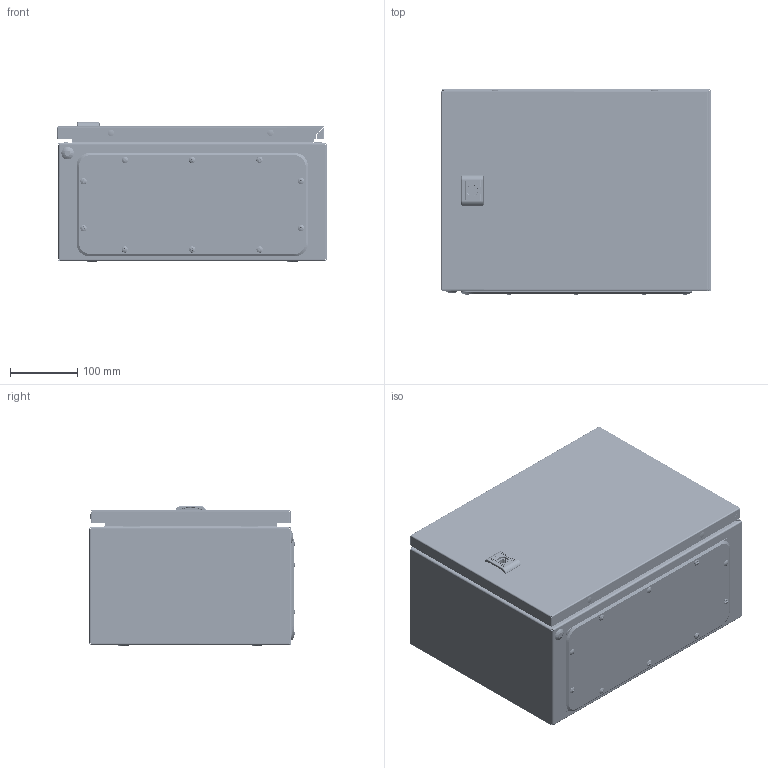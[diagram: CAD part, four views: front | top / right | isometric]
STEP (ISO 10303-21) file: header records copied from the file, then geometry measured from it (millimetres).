
FILE_DESCRIPTION (( 'STEP AP203' ), '1' );
FILE_NAME ('300x400x200.STEP', '2014-10-17T08:41:02', ( '' ), ( '' ), 'SwSTEP 2.0', 'SolidWorks 2014', '' );
FILE_SCHEMA (( 'CONFIG_CONTROL_DESIGN' ));
Length unit declared in the file: millimetre
Products named in the file (34): sealant for door CE_300x400; Linguetta CE_handle CE; SubAssem_Flange_SubAssem_Flange_CB01C279; land; SubAssem door ST_0300å0400 CB02C380; Hex Flange Bolt Small_ISO_ISO 4162 - M6 x 12 x 12-S; land Ì6õ20; end-cap_AC00C061; Perno AC00C401_AC00C401; AC00C348; Plate M4; End-cup AC00C383; Remote hub; Sealant AC00356; Countersunk Flat Head Cross Recess Screw_DIN_ISO 7046-1 - M4 x 8 - Z --- 8S; End-cup AC00C317; Mounting plate small ST 1.8mm_300x400; Handle small door; Subassieme_Corpo_e_Fondo_SubAssCorpo_Fondo_0300x0400x200; AC00C316_AC00C316; Hex Flange Nut_AM_B18.2.2.4M - Hex flange nut, M6 x 1 --N; MOLLA AC00C344_AC00C344; Dead door ST_300x400; Flange ST_CB01C279; Corpi_Scatola new_Corpo_0300x0400x200; 300x400x200; End-cup AC00C112; BASETTA ESTERNA PER BOX AC00C503_AC00C503; Sealant for flange 2_‘‚01‘279; Cerniera_CE; CERNIERA SALDATA; Inserto a doppio pettine AC00C443_AC00C343; Oval Head Sheet Metal Screw_DIN_12222; Fondi 2_Fondo_0300x0400
Assembly tree (71 placements, depth 4):
  300x400x200
    Subassieme_Corpo_e_Fondo_SubAssCorpo_Fondo_0300x0400x200
      Corpi_Scatola new_Corpo_0300x0400x200
      Cerniera_CE  x2
      Fondi 2_Fondo_0300x0400
      land  x2
      end-cap_AC00C061  x2
      End-cup AC00C383  x2
      End-cup AC00C317  x4
      AC00C316_AC00C316
      SubAssem_Flange_SubAssem_Flange_CB01C279
        Flange ST_CB01C279
        Sealant for flange 2_‘‚01‘279
        Oval Head Sheet Metal Screw_DIN_12222  x10
      land Ì6õ20  x4
      Plate M4  x2
      Countersunk Flat Head Cross Recess Screw_DIN_ISO 7046-1 - M4 x 8 - Z --- 8S  x4
    SubAssem door ST_0300å0400 CB02C380
      Dead door ST_300x400
      Handle small door
        BASETTA ESTERNA PER BOX AC00C503_AC00C503
        Inserto a doppio pettine AC00C443_AC00C343
        Linguetta CE_handle CE
        Hex Flange Bolt Small_ISO_ISO 4162 - M6 x 12 x 12-S
        AC00C348
        Sealant AC00356
      MOLLA AC00C344_AC00C344
      End-cup AC00C112  x4
      CERNIERA SALDATA  x2
      land  x2
      end-cap_AC00C061  x2
      sealant for door CE_300x400
    Perno AC00C401_AC00C401  x2
    Remote hub  x4
    Mounting plate small ST 1.8mm_300x400
    Hex Flange Nut_AM_B18.2.2.4M - Hex flange nut, M6 x 1 --N  x4
Bounding box: 400.67 x 305.03 x 207.73 mm (x, y, z)
Volume: 1038225 mm3; surface area: 1463558.4 mm2
Topology: 75 solids, 75 shells, 7505 faces, 20407 edges, 13258 vertices
Faces by surface type: bspline 3260, plane 1733, cylinder 1648, cone 662, torus 170, sphere 32
Entity records: 367919 total; most frequent: CARTESIAN_POINT 292685, ORIENTED_EDGE 16896, DIRECTION 11696, EDGE_CURVE 8448, VERTEX_POINT 5438, AXIS2_PLACEMENT_3D 4050, LINE 3596, VECTOR 3596
